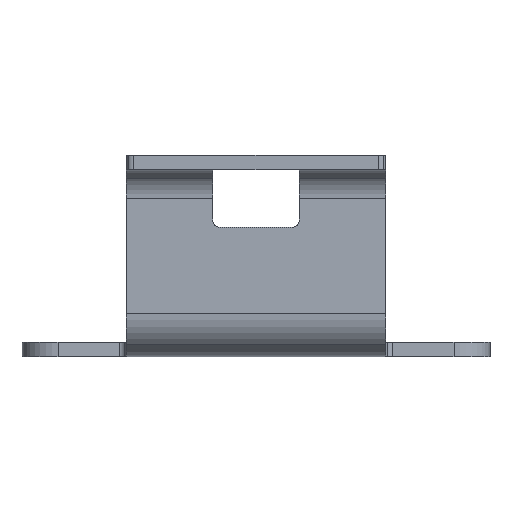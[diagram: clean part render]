
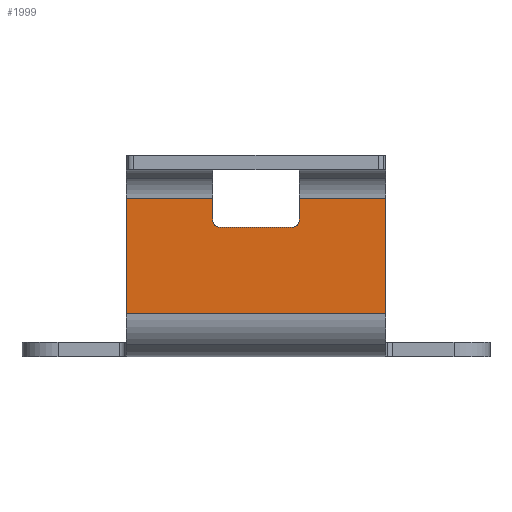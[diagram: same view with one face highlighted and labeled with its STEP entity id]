
A CAD part, front view. The second image highlights one B-rep face of the part: STEP entity #1999.
In plain terms, the highlighted planar face has unit normal (0, -1, 0).
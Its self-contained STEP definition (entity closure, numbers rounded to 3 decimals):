
#35 = EDGE_CURVE ( 'NONE', #1978, #2724, #1518, .T. ) ;
#62 = CARTESIAN_POINT ( 'NONE',  ( -5.707, 25., -7.707 ) ) ;
#151 = DIRECTION ( 'NONE',  ( -1., 0., 0. ) ) ;
#154 = DIRECTION ( 'NONE',  ( 0.707, 0., -0.707 ) ) ;
#164 = DIRECTION ( 'NONE',  ( 0., -1., 0. ) ) ;
#184 = DIRECTION ( 'NONE',  ( 0., -1., 0. ) ) ;
#196 = EDGE_LOOP ( 'NONE', ( #517, #2103, #2404, #1777, #2669, #1431, #2388, #2491, #2560, #2084, #290, #1650 ) ) ;
#204 = DIRECTION ( 'NONE',  ( 0., -1., 0. ) ) ;
#230 = DIRECTION ( 'NONE',  ( 0., 0., 1. ) ) ;
#290 = ORIENTED_EDGE ( 'NONE', *, *, #301, .T. ) ;
#301 = EDGE_CURVE ( 'NONE', #2408, #2724, #912, .T. ) ;
#324 = AXIS2_PLACEMENT_3D ( 'NONE', #1283, #184, #154 ) ;
#325 = VERTEX_POINT ( 'NONE', #1328 ) ;
#376 = EDGE_CURVE ( 'NONE', #1725, #2737, #1490, .T. ) ;
#378 = AXIS2_PLACEMENT_3D ( 'NONE', #1980, #204, #428 ) ;
#428 = DIRECTION ( 'NONE',  ( -0.707, 0., -0.707 ) ) ;
#458 = VECTOR ( 'NONE', #946, 1000. ) ;
#494 = EDGE_CURVE ( 'NONE', #1725, #2075, #1559, .T. ) ;
#517 = ORIENTED_EDGE ( 'NONE', *, *, #1214, .T. ) ;
#537 = CARTESIAN_POINT ( 'NONE',  ( 18., 25., -20. ) ) ;
#672 = EDGE_CURVE ( 'NONE', #325, #940, #2405, .T. ) ;
#679 = CARTESIAN_POINT ( 'NONE',  ( 5.707, 25., -7.707 ) ) ;
#686 = VECTOR ( 'NONE', #1843, 1000. ) ;
#716 = VERTEX_POINT ( 'NONE', #2393 ) ;
#769 = AXIS2_PLACEMENT_3D ( 'NONE', #1916, #164, #2126 ) ;
#840 = VERTEX_POINT ( 'NONE', #679 ) ;
#893 = CIRCLE ( 'NONE', #1847, 1. ) ;
#912 = LINE ( 'NONE', #1338, #1776 ) ;
#940 = VERTEX_POINT ( 'NONE', #62 ) ;
#946 = DIRECTION ( 'NONE',  ( 0., 0., -1. ) ) ;
#970 = CARTESIAN_POINT ( 'NONE',  ( -5., 25., -7. ) ) ;
#978 = CARTESIAN_POINT ( 'NONE',  ( 5., 25., -8. ) ) ;
#1001 = LINE ( 'NONE', #1713, #2326 ) ;
#1050 = CARTESIAN_POINT ( 'NONE',  ( 6., 25., -4. ) ) ;
#1140 = CARTESIAN_POINT ( 'NONE',  ( -18., 25., -4. ) ) ;
#1179 = CARTESIAN_POINT ( 'NONE',  ( -18., 25., -4. ) ) ;
#1189 = DIRECTION ( 'NONE',  ( 0., 0., 1. ) ) ;
#1196 = EDGE_CURVE ( 'NONE', #2408, #2737, #2189, .T. ) ;
#1214 = EDGE_CURVE ( 'NONE', #1978, #716, #1001, .T. ) ;
#1223 = DIRECTION ( 'NONE',  ( -1., 0., 0. ) ) ;
#1238 = VECTOR ( 'NONE', #151, 1000. ) ;
#1283 = CARTESIAN_POINT ( 'NONE',  ( 5., 25., -7. ) ) ;
#1328 = CARTESIAN_POINT ( 'NONE',  ( -6., 25., -7. ) ) ;
#1338 = CARTESIAN_POINT ( 'NONE',  ( 18., 25., -20. ) ) ;
#1359 = EDGE_CURVE ( 'NONE', #325, #2075, #2129, .T. ) ;
#1414 = VECTOR ( 'NONE', #1189, 1000. ) ;
#1431 = ORIENTED_EDGE ( 'NONE', *, *, #672, .F. ) ;
#1490 = LINE ( 'NONE', #1140, #458 ) ;
#1518 = LINE ( 'NONE', #1640, #2641 ) ;
#1542 = CARTESIAN_POINT ( 'NONE',  ( -18., 25., -20. ) ) ;
#1559 = LINE ( 'NONE', #1179, #686 ) ;
#1640 = CARTESIAN_POINT ( 'NONE',  ( 6., 25., -4. ) ) ;
#1650 = ORIENTED_EDGE ( 'NONE', *, *, #35, .F. ) ;
#1693 = CARTESIAN_POINT ( 'NONE',  ( -6., 25., -4. ) ) ;
#1695 = AXIS2_PLACEMENT_3D ( 'NONE', #970, #1819, #2488 ) ;
#1713 = CARTESIAN_POINT ( 'NONE',  ( 6., 25., -4. ) ) ;
#1725 = VERTEX_POINT ( 'NONE', #2246 ) ;
#1751 = CIRCLE ( 'NONE', #324, 1. ) ;
#1776 = VECTOR ( 'NONE', #230, 1000. ) ;
#1777 = ORIENTED_EDGE ( 'NONE', *, *, #2443, .T. ) ;
#1785 = EDGE_CURVE ( 'NONE', #940, #2420, #2061, .T. ) ;
#1792 = VERTEX_POINT ( 'NONE', #2034 ) ;
#1819 = DIRECTION ( 'NONE',  ( 0., -1., 0. ) ) ;
#1843 = DIRECTION ( 'NONE',  ( 1., 0., 0. ) ) ;
#1847 = AXIS2_PLACEMENT_3D ( 'NONE', #2525, #2541, #1886 ) ;
#1850 = CARTESIAN_POINT ( 'NONE',  ( -5., 25., -8. ) ) ;
#1886 = DIRECTION ( 'NONE',  ( 0.707, 0., -0.707 ) ) ;
#1916 = CARTESIAN_POINT ( 'NONE',  ( 0., 25., -26. ) ) ;
#1930 = EDGE_CURVE ( 'NONE', #840, #716, #893, .T. ) ;
#1952 = EDGE_CURVE ( 'NONE', #1792, #840, #1751, .T. ) ;
#1978 = VERTEX_POINT ( 'NONE', #1050 ) ;
#1980 = CARTESIAN_POINT ( 'NONE',  ( -5., 25., -7. ) ) ;
#1981 = LINE ( 'NONE', #978, #2076 ) ;
#1994 = CARTESIAN_POINT ( 'NONE',  ( 18., 25., -4. ) ) ;
#1999 = ADVANCED_FACE ( 'NONE', ( #2574 ), #2135, .T. ) ;
#2034 = CARTESIAN_POINT ( 'NONE',  ( 5., 25., -8. ) ) ;
#2061 = CIRCLE ( 'NONE', #1695, 1. ) ;
#2075 = VERTEX_POINT ( 'NONE', #1693 ) ;
#2076 = VECTOR ( 'NONE', #1223, 1000. ) ;
#2084 = ORIENTED_EDGE ( 'NONE', *, *, #1196, .F. ) ;
#2103 = ORIENTED_EDGE ( 'NONE', *, *, #1930, .F. ) ;
#2104 = DIRECTION ( 'NONE',  ( 1., 0., 0. ) ) ;
#2126 = DIRECTION ( 'NONE',  ( 0., 0., -1. ) ) ;
#2129 = LINE ( 'NONE', #2241, #1414 ) ;
#2135 = PLANE ( 'NONE',  #769 ) ;
#2154 = CARTESIAN_POINT ( 'NONE',  ( 18., 25., -20. ) ) ;
#2189 = LINE ( 'NONE', #2154, #1238 ) ;
#2241 = CARTESIAN_POINT ( 'NONE',  ( -6., 25., -7. ) ) ;
#2246 = CARTESIAN_POINT ( 'NONE',  ( -18., 25., -4. ) ) ;
#2326 = VECTOR ( 'NONE', #2567, 1000. ) ;
#2388 = ORIENTED_EDGE ( 'NONE', *, *, #1359, .T. ) ;
#2393 = CARTESIAN_POINT ( 'NONE',  ( 6., 25., -7. ) ) ;
#2404 = ORIENTED_EDGE ( 'NONE', *, *, #1952, .F. ) ;
#2405 = CIRCLE ( 'NONE', #378, 1. ) ;
#2408 = VERTEX_POINT ( 'NONE', #537 ) ;
#2420 = VERTEX_POINT ( 'NONE', #1850 ) ;
#2443 = EDGE_CURVE ( 'NONE', #1792, #2420, #1981, .T. ) ;
#2488 = DIRECTION ( 'NONE',  ( -0.707, 0., -0.707 ) ) ;
#2491 = ORIENTED_EDGE ( 'NONE', *, *, #494, .F. ) ;
#2525 = CARTESIAN_POINT ( 'NONE',  ( 5., 25., -7. ) ) ;
#2541 = DIRECTION ( 'NONE',  ( 0., -1., 0. ) ) ;
#2560 = ORIENTED_EDGE ( 'NONE', *, *, #376, .T. ) ;
#2567 = DIRECTION ( 'NONE',  ( 0., 0., -1. ) ) ;
#2574 = FACE_OUTER_BOUND ( 'NONE', #196, .T. ) ;
#2641 = VECTOR ( 'NONE', #2104, 1000. ) ;
#2669 = ORIENTED_EDGE ( 'NONE', *, *, #1785, .F. ) ;
#2724 = VERTEX_POINT ( 'NONE', #1994 ) ;
#2737 = VERTEX_POINT ( 'NONE', #1542 ) ;
